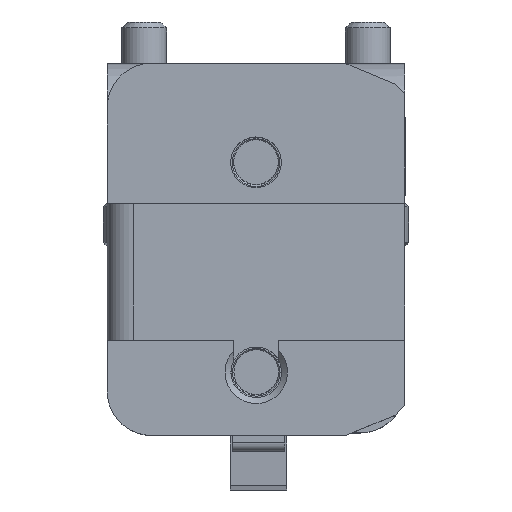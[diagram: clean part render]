
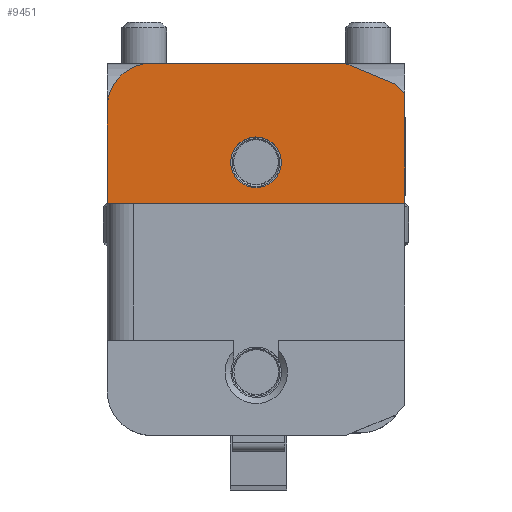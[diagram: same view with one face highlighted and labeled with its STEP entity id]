
A CAD part, top view. The second image highlights one B-rep face of the part: STEP entity #9451.
In plain terms, the highlighted face is planar.
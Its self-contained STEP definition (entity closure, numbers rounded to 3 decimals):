
#585=FACE_BOUND('',#2291,.T.);
#787=CIRCLE('',#10451,3.);
#788=CIRCLE('',#10452,1.7);
#1207=PLANE('',#10450);
#1690=FACE_OUTER_BOUND('',#2290,.T.);
#2290=EDGE_LOOP('',(#8510,#8511,#8512,#8513,#8514,#8515,#8516));
#2291=EDGE_LOOP('',(#8517));
#3222=LINE('',#16610,#4078);
#3225=LINE('',#16615,#4081);
#3242=LINE('',#16658,#4098);
#3246=LINE('',#16665,#4102);
#3247=LINE('',#16669,#4103);
#3248=LINE('',#16670,#4104);
#4078=VECTOR('',#12707,10.);
#4081=VECTOR('',#12712,10.);
#4098=VECTOR('',#12751,10.);
#4102=VECTOR('',#12757,10.);
#4103=VECTOR('',#12760,10.);
#4104=VECTOR('',#12761,10.);
#4898=VERTEX_POINT('',#16607);
#4899=VERTEX_POINT('',#16609);
#4900=VERTEX_POINT('',#16613);
#4915=VERTEX_POINT('',#16657);
#4917=VERTEX_POINT('',#16664);
#4918=VERTEX_POINT('',#16666);
#4919=VERTEX_POINT('',#16668);
#4920=VERTEX_POINT('',#16671);
#6105=EDGE_CURVE('',#4898,#4899,#3222,.T.);
#6108=EDGE_CURVE('',#4900,#4898,#3225,.T.);
#6129=EDGE_CURVE('',#4915,#4899,#3242,.T.);
#6133=EDGE_CURVE('',#4900,#4917,#3246,.T.);
#6134=EDGE_CURVE('',#4918,#4917,#787,.T.);
#6135=EDGE_CURVE('',#4918,#4919,#3247,.T.);
#6136=EDGE_CURVE('',#4919,#4915,#3248,.T.);
#6137=EDGE_CURVE('',#4920,#4920,#788,.T.);
#8510=ORIENTED_EDGE('',*,*,#6129,.T.);
#8511=ORIENTED_EDGE('',*,*,#6105,.F.);
#8512=ORIENTED_EDGE('',*,*,#6108,.F.);
#8513=ORIENTED_EDGE('',*,*,#6133,.T.);
#8514=ORIENTED_EDGE('',*,*,#6134,.F.);
#8515=ORIENTED_EDGE('',*,*,#6135,.T.);
#8516=ORIENTED_EDGE('',*,*,#6136,.T.);
#8517=ORIENTED_EDGE('',*,*,#6137,.F.);
#9451=ADVANCED_FACE('',(#1690,#585),#1207,.T.);
#10450=AXIS2_PLACEMENT_3D('',#16663,#12755,#12756);
#10451=AXIS2_PLACEMENT_3D('',#16667,#12758,#12759);
#10452=AXIS2_PLACEMENT_3D('',#16672,#12762,#12763);
#12707=DIRECTION('',(-0.707,0.707,0.));
#12712=DIRECTION('',(-0.383,0.924,0.));
#12751=DIRECTION('',(1.,0.,0.));
#12755=DIRECTION('center_axis',(0.,0.,
-1.));
#12756=DIRECTION('ref_axis',(0.,1.,0.));
#12757=DIRECTION('',(0.,-1.,0.));
#12758=DIRECTION('center_axis',(0.,0.,
1.));
#12759=DIRECTION('ref_axis',(0.707,-0.707,0.));
#12760=DIRECTION('',(-1.,0.,0.));
#12761=DIRECTION('',(0.,1.,0.));
#12762=DIRECTION('center_axis',(0.,0.,
-1.));
#12763=DIRECTION('ref_axis',(1.,0.,0.));
#16607=CARTESIAN_POINT('',(34.117,-49.094,64.314));
#16609=CARTESIAN_POINT('',(33.5,-48.477,64.314));
#16610=CARTESIAN_POINT('',(14.793,-29.771,64.314));
#16613=CARTESIAN_POINT('',(35.529,-52.505,64.314));
#16615=CARTESIAN_POINT('',(24.369,-25.561,64.314));
#16657=CARTESIAN_POINT('',(26.129,-48.477,64.314));
#16658=CARTESIAN_POINT('',(12.16,-48.477,64.314));
#16663=CARTESIAN_POINT('Origin',(7.39,-0.232,64.314));
#16664=CARTESIAN_POINT('',(35.529,-65.477,64.314));
#16665=CARTESIAN_POINT('',(35.529,-32.855,64.314));
#16666=CARTESIAN_POINT('',(32.529,-68.477,64.314));
#16667=CARTESIAN_POINT('Origin',(32.529,-65.477,64.314));
#16668=CARTESIAN_POINT('',(26.129,-68.477,64.314));
#16669=CARTESIAN_POINT('',(8.959,-68.477,64.314));
#16670=CARTESIAN_POINT('',(26.129,-24.355,64.314));
#16671=CARTESIAN_POINT('',(27.179,-58.477,64.314));
#16672=CARTESIAN_POINT('Origin',(28.879,-58.477,64.314));
